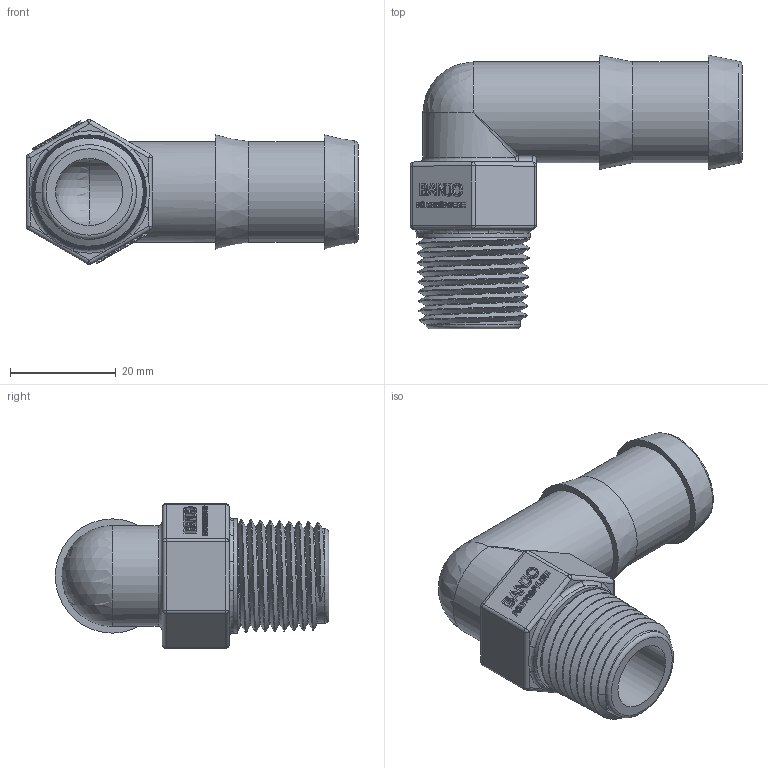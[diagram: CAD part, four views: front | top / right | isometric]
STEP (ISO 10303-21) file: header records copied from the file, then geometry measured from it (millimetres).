
FILE_DESCRIPTION(/* description */ ('1/2" NPT X 3/4" 90° HOSE BARB'),/* implementation_level */ '2;1');
FILE_NAME(/* name */ 'HB050-075-90.stp',/* time_stamp */ '2016-12-05T15:07:37-05:00',/* author */ ('DLC'),/* organization */ (''),/* preprocessor_version */ 'ST-DEVELOPER v16.5',/* originating_system */ 'Autodesk Inventor 2017',/* authorisation */ '');
FILE_SCHEMA (('AUTOMOTIVE_DESIGN { 1 0 10303 214 3 1 1 }'));
Length unit declared in the file: inch
Products named in the file (2): HB050/075-90; HB050/075-90U
Assembly tree (1 placements, depth 2):
  HB050/075-90
    HB050/075-90U
Bounding box: 62.74 x 51.69 x 27.33 mm (x, y, z)
Volume: 17839.5 mm3; surface area: 10951.7 mm2
Topology: 1 solids, 1 shells, 534 faces, 1387 edges, 899 vertices
Faces by surface type: plane 255, bspline 210, cylinder 28, sphere 16, cone 14, torus 11
Full cylindrical faces by diameter (mm): 12.7 x2, 19.05 x2, 21.59 x1
Entity records: 19114 total; most frequent: CARTESIAN_POINT 7698, ORIENTED_EDGE 2682, DIRECTION 1657, EDGE_CURVE 1341, VERTEX_POINT 878, LINE 821, VECTOR 821, EDGE_LOOP 587
